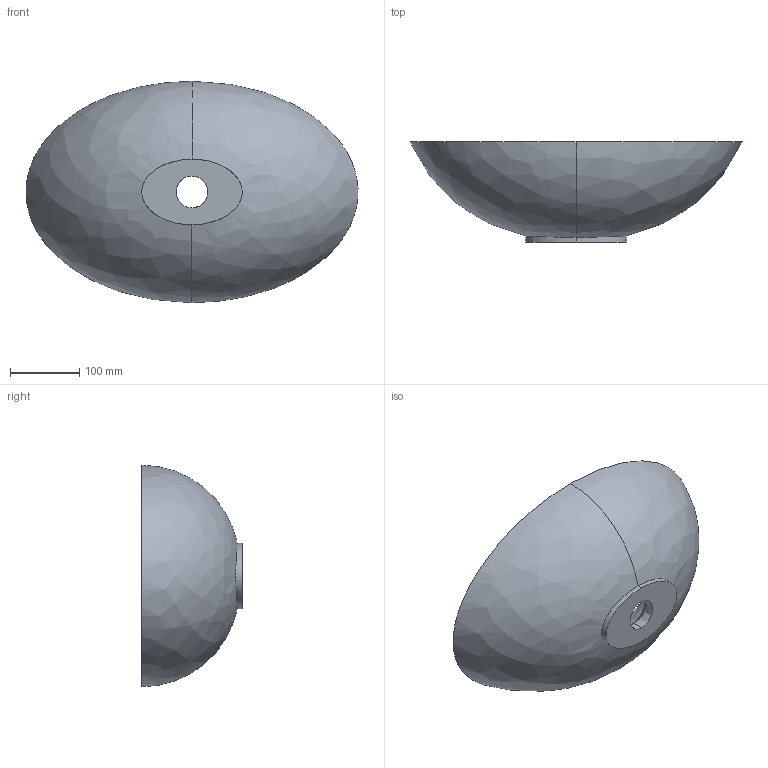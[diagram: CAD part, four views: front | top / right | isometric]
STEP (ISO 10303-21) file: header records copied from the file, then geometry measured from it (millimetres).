
FILE_DESCRIPTION (( 'STEP AP214' ), '1' );
FILE_NAME ('D833-5SO Epona klein Soft.STEP', '2018-04-16T11:45:01', ( '' ), ( '' ), 'SwSTEP 2.0', 'SolidWorks 2017', '' );
FILE_SCHEMA (( 'AUTOMOTIVE_DESIGN' ));
Length unit declared in the file: millimetre
Products named in the file (1): D833-5SO Epona klein Soft
Bounding box: 479.79 x 145 x 320 mm (x, y, z)
Volume: 3371338.3 mm3; surface area: 368007.3 mm2
Topology: 1 solids, 1 shells, 11 faces, 22 edges, 12 vertices
Faces by surface type: bspline 10, plane 1
Entity records: 3224 total; most frequent: CARTESIAN_POINT 3034, ORIENTED_EDGE 44, EDGE_CURVE 22, B_SPLINE_CURVE_WITH_KNOTS 22, EDGE_LOOP 12, VERTEX_POINT 12, FACE_OUTER_BOUND 11, ADVANCED_FACE 11
